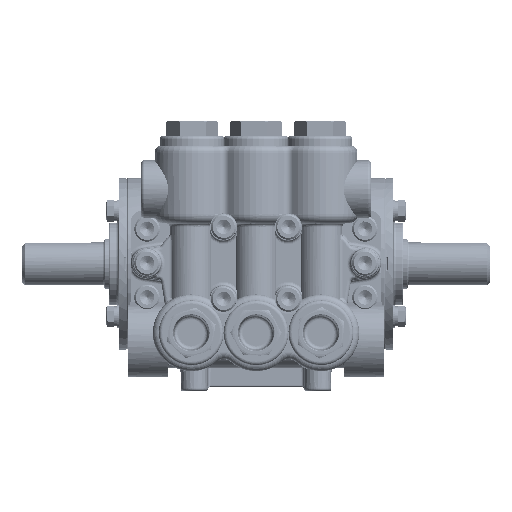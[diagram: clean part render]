
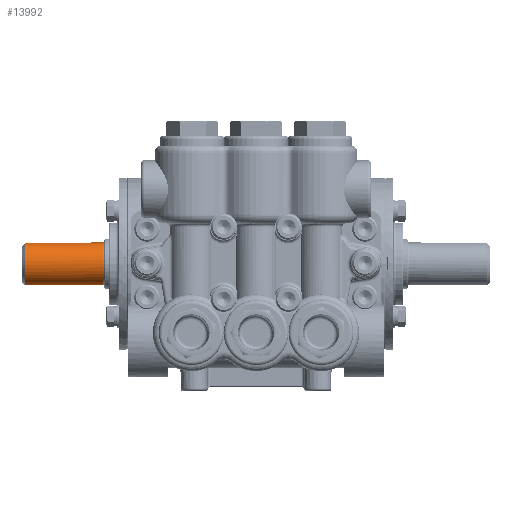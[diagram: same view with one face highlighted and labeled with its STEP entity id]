
A CAD part, top view. The second image highlights one B-rep face of the part: STEP entity #13992.
In plain terms, the highlighted cylindrical face has radius 15 mm (diameter 30 mm), a partial arc.
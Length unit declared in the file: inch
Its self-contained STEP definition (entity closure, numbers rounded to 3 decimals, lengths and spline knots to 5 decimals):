
#916 = CARTESIAN_POINT ( 'NONE',  ( -4.58782, 0.5853, 0.07905 ) ) ;
#2136 = CARTESIAN_POINT ( 'NONE',  ( -6.49606, -0.59055, 0. ) ) ;
#3044 = AXIS2_PLACEMENT_3D ( 'NONE', #224528, #56877, #145055 ) ;
#4571 = CARTESIAN_POINT ( 'NONE',  ( -4.56693, 0.59055, 0. ) ) ;
#6162 = CARTESIAN_POINT ( 'NONE',  ( -4.24409, 0.59055, 0. ) ) ;
#13992 = ADVANCED_FACE ( 'NONE', ( #94784 ), #186609, .T. ) ;
#20118 = DIRECTION ( 'NONE',  ( 0., 1., 0. ) ) ;
#21612 = VERTEX_POINT ( 'NONE', #99690 ) ;
#21766 = CARTESIAN_POINT ( 'NONE',  ( -4.65455, 0.57336, 0.14151 ) ) ;
#22967 = CARTESIAN_POINT ( 'NONE',  ( -4.72441, 0.56917, 0.15748 ) ) ;
#24161 = CARTESIAN_POINT ( 'NONE',  ( -4.67349, 0.57136, 0.14937 ) ) ;
#24209 = DIRECTION ( 'NONE',  ( -1., 0., 0. ) ) ;
#25747 = DIRECTION ( 'NONE',  ( 0., -1., 0. ) ) ;
#37498 = EDGE_LOOP ( 'NONE', ( #73535, #104255, #141494, #199370, #135271, #193952 ) ) ;
#38930 = DIRECTION ( 'NONE',  ( 1., 0., 0. ) ) ;
#39081 = EDGE_CURVE ( 'NONE', #168071, #123131, #49958, .T. ) ;
#41351 = CARTESIAN_POINT ( 'NONE',  ( -4.57505, 0.58843, 0.05097 ) ) ;
#49958 = B_SPLINE_CURVE_WITH_KNOTS ( 'NONE', 3,
 ( #4571, #155167, #209049, #151568, #41351, #189509, #916, #207847, #60927, #169935, #226202, #58542, #21766, #24161, #133238, #136838, #118468, #22967 ),
 .UNSPECIFIED., .F., .F.,
 ( 4, 2, 2, 2, 2, 2, 2, 2, 4 ),
 ( 0., 0.00079, 0.00157, 0.00236, 0.00314, 0.00393, 0.00471, 0.0055, 0.00628 ),
 .UNSPECIFIED. ) ;
#54951 = CIRCLE ( 'NONE', #125386, 0.59055 ) ;
#56877 = DIRECTION ( 'NONE',  ( 1., 0., 0. ) ) ;
#58542 = CARTESIAN_POINT ( 'NONE',  ( -4.64546, 0.57455, 0.13665 ) ) ;
#60927 = CARTESIAN_POINT ( 'NONE',  ( -4.60588, 0.58133, 0.10419 ) ) ;
#70310 = EDGE_CURVE ( 'NONE', #79851, #21612, #204187, .T. ) ;
#73535 = ORIENTED_EDGE ( 'NONE', *, *, #94483, .F. ) ;
#76287 = VECTOR ( 'NONE', #24209, 39.37008 ) ;
#76444 = DIRECTION ( 'NONE',  ( 1., 0., 0. ) ) ;
#79851 = VERTEX_POINT ( 'NONE', #191454 ) ;
#85882 = VECTOR ( 'NONE', #193459, 39.37008 ) ;
#90514 = EDGE_CURVE ( 'NONE', #123131, #162395, #225024, .T. ) ;
#92615 = CIRCLE ( 'NONE', #229441, 0.59055 ) ;
#94483 = EDGE_CURVE ( 'NONE', #168071, #170928, #117588, .T. ) ;
#94784 = FACE_OUTER_BOUND ( 'NONE', #37498, .T. ) ;
#95297 = CARTESIAN_POINT ( 'NONE',  ( -6.49606, 0.56917, 0.15748 ) ) ;
#97979 = CARTESIAN_POINT ( 'NONE',  ( -6.49606, 0.59055, 0. ) ) ;
#99690 = CARTESIAN_POINT ( 'NONE',  ( -4.24409, -0.59055, 0. ) ) ;
#104255 = ORIENTED_EDGE ( 'NONE', *, *, #39081, .T. ) ;
#117588 = LINE ( 'NONE', #97979, #85882 ) ;
#118468 = CARTESIAN_POINT ( 'NONE',  ( -4.71408, 0.56917, 0.15748 ) ) ;
#122438 = CARTESIAN_POINT ( 'NONE',  ( -4.24409, 0., 0. ) ) ;
#123131 = VERTEX_POINT ( 'NONE', #196625 ) ;
#125386 = AXIS2_PLACEMENT_3D ( 'NONE', #122438, #198277, #25747 ) ;
#133238 = CARTESIAN_POINT ( 'NONE',  ( -4.68347, 0.57055, 0.15242 ) ) ;
#135271 = ORIENTED_EDGE ( 'NONE', *, *, #70310, .T. ) ;
#136838 = CARTESIAN_POINT ( 'NONE',  ( -4.70383, 0.56945, 0.15647 ) ) ;
#141494 = ORIENTED_EDGE ( 'NONE', *, *, #90514, .T. ) ;
#145055 = DIRECTION ( 'NONE',  ( 0., -1., 0. ) ) ;
#151568 = CARTESIAN_POINT ( 'NONE',  ( -4.57199, 0.58922, 0.04093 ) ) ;
#155167 = CARTESIAN_POINT ( 'NONE',  ( -4.56693, 0.59055, 0.01046 ) ) ;
#160080 = VECTOR ( 'NONE', #38930, 39.37008 ) ;
#162395 = VERTEX_POINT ( 'NONE', #177006 ) ;
#168071 = VERTEX_POINT ( 'NONE', #229718 ) ;
#169935 = CARTESIAN_POINT ( 'NONE',  ( -4.62035, 0.57856, 0.11864 ) ) ;
#170928 = VERTEX_POINT ( 'NONE', #6162 ) ;
#176513 = EDGE_CURVE ( 'NONE', #162395, #79851, #92615, .T. ) ;
#177006 = CARTESIAN_POINT ( 'NONE',  ( -6.41732, 0.56917, 0.15748 ) ) ;
#186609 = CYLINDRICAL_SURFACE ( 'NONE', #3044, 0.59055 ) ;
#187855 = CARTESIAN_POINT ( 'NONE',  ( -6.41732, 0., 0. ) ) ;
#189509 = CARTESIAN_POINT ( 'NONE',  ( -4.58298, 0.58646, 0.07002 ) ) ;
#190101 = EDGE_CURVE ( 'NONE', #21612, #170928, #54951, .T. ) ;
#191454 = CARTESIAN_POINT ( 'NONE',  ( -6.41732, -0.59055, 0. ) ) ;
#193459 = DIRECTION ( 'NONE',  ( 1., 0., 0. ) ) ;
#193952 = ORIENTED_EDGE ( 'NONE', *, *, #190101, .T. ) ;
#196625 = CARTESIAN_POINT ( 'NONE',  ( -4.72441, 0.56917, 0.15748 ) ) ;
#198277 = DIRECTION ( 'NONE',  ( -1., 0., 0. ) ) ;
#199370 = ORIENTED_EDGE ( 'NONE', *, *, #176513, .T. ) ;
#204187 = LINE ( 'NONE', #2136, #160080 ) ;
#207847 = CARTESIAN_POINT ( 'NONE',  ( -4.59926, 0.58274, 0.09614 ) ) ;
#209049 = CARTESIAN_POINT ( 'NONE',  ( -4.56796, 0.59027, 0.02073 ) ) ;
#224528 = CARTESIAN_POINT ( 'NONE',  ( -6.49606, 0., 0. ) ) ;
#225024 = LINE ( 'NONE', #95297, #76287 ) ;
#226202 = CARTESIAN_POINT ( 'NONE',  ( -4.62825, 0.57717, 0.12514 ) ) ;
#229441 = AXIS2_PLACEMENT_3D ( 'NONE', #187855, #76444, #20118 ) ;
#229718 = CARTESIAN_POINT ( 'NONE',  ( -4.56693, 0.59055, 0. ) ) ;
